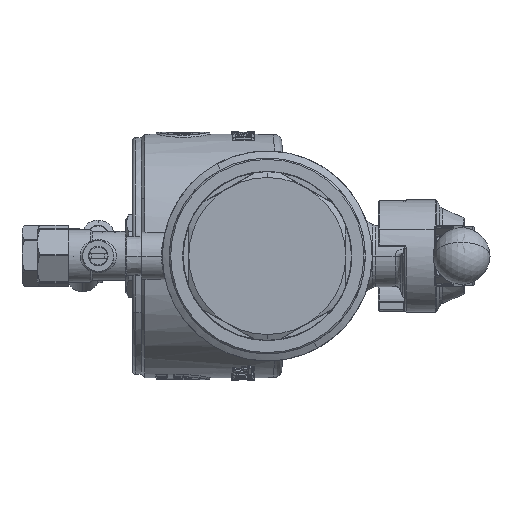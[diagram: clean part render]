
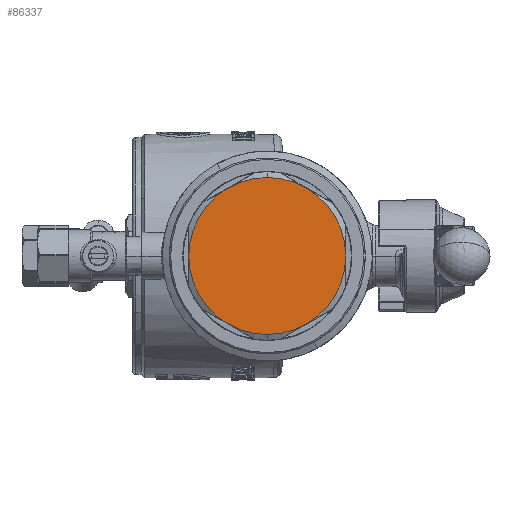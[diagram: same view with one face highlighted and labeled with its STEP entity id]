
A CAD part, front view. The second image highlights one B-rep face of the part: STEP entity #86337.
In plain terms, the highlighted planar face has unit normal (0, -1, 0).
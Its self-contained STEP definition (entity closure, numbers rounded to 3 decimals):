
#85081=CARTESIAN_POINT('Vertex',(28.,-147.,0.)) ;
#85251=CARTESIAN_POINT('Axis2P3D Location',(0.,-147.,0.)) ;
#85255=CARTESIAN_POINT('Vertex',(14.,-147.,-24.249)) ;
#85470=CARTESIAN_POINT('Axis2P3D Location',(0.,-147.,0.)) ;
#85474=CARTESIAN_POINT('Vertex',(0.,-147.,-28.)) ;
#85497=CARTESIAN_POINT('Axis2P3D Location',(0.,-147.,0.)) ;
#85501=CARTESIAN_POINT('Vertex',(-14.,-147.,-24.249)) ;
#85900=CARTESIAN_POINT('Vertex',(14.,-147.,24.249)) ;
#86138=CARTESIAN_POINT('Vertex',(0.,-147.,28.)) ;
#86141=CARTESIAN_POINT('Axis2P3D Location',(0.,-147.,0.)) ;
#86174=CARTESIAN_POINT('Axis2P3D Location',(0.,-147.,0.)) ;
#86187=CARTESIAN_POINT('Axis2P3D Location',(0.,-147.,0.)) ;
#86191=CARTESIAN_POINT('Vertex',(-14.,-147.,24.249)) ;
#86310=CARTESIAN_POINT('Axis2P3D Location',(0.,-147.,24.25)) ;
#86315=CARTESIAN_POINT('Axis2P3D Location',(0.,-147.,0.)) ;
#86319=CARTESIAN_POINT('Vertex',(-28.,-147.,0.)) ;
#86322=CARTESIAN_POINT('Axis2P3D Location',(0.,-147.,0.)) ;
#85252=DIRECTION('Axis2P3D Direction',(0.,1.,0.)) ;
#85471=DIRECTION('Axis2P3D Direction',(0.,1.,0.)) ;
#85498=DIRECTION('Axis2P3D Direction',(0.,1.,0.)) ;
#86142=DIRECTION('Axis2P3D Direction',(0.,1.,0.)) ;
#86175=DIRECTION('Axis2P3D Direction',(0.,1.,0.)) ;
#86188=DIRECTION('Axis2P3D Direction',(0.,1.,0.)) ;
#86311=DIRECTION('Axis2P3D Direction',(0.,-1.,0.)) ;
#86312=DIRECTION('Axis2P3D XDirection',(-1.,0.,0.)) ;
#86316=DIRECTION('Axis2P3D Direction',(0.,-1.,0.)) ;
#86323=DIRECTION('Axis2P3D Direction',(0.,-1.,0.)) ;
#85253=AXIS2_PLACEMENT_3D('Circle Axis2P3D',#85251,#85252,$) ;
#85472=AXIS2_PLACEMENT_3D('Circle Axis2P3D',#85470,#85471,$) ;
#85499=AXIS2_PLACEMENT_3D('Circle Axis2P3D',#85497,#85498,$) ;
#86143=AXIS2_PLACEMENT_3D('Circle Axis2P3D',#86141,#86142,$) ;
#86176=AXIS2_PLACEMENT_3D('Circle Axis2P3D',#86174,#86175,$) ;
#86189=AXIS2_PLACEMENT_3D('Circle Axis2P3D',#86187,#86188,$) ;
#86313=AXIS2_PLACEMENT_3D('Plane Axis2P3D',#86310,#86311,#86312) ;
#86317=AXIS2_PLACEMENT_3D('Circle Axis2P3D',#86315,#86316,$) ;
#86324=AXIS2_PLACEMENT_3D('Circle Axis2P3D',#86322,#86323,$) ;
#85254=CIRCLE('generated circle',#85253,28.) ;
#85473=CIRCLE('generated circle',#85472,28.) ;
#85500=CIRCLE('generated circle',#85499,28.) ;
#86144=CIRCLE('generated circle',#86143,28.) ;
#86177=CIRCLE('generated circle',#86176,28.) ;
#86190=CIRCLE('generated circle',#86189,28.) ;
#86318=CIRCLE('generated circle',#86317,28.) ;
#86325=CIRCLE('generated circle',#86324,28.) ;
#86314=PLANE('',#86313) ;
#85257=EDGE_CURVE('',#85256,#85082,#85254,.F.) ;
#85476=EDGE_CURVE('',#85475,#85256,#85473,.F.) ;
#85503=EDGE_CURVE('',#85502,#85475,#85500,.F.) ;
#86145=EDGE_CURVE('',#85901,#86139,#86144,.F.) ;
#86178=EDGE_CURVE('',#85082,#85901,#86177,.F.) ;
#86193=EDGE_CURVE('',#86139,#86192,#86190,.F.) ;
#86321=EDGE_CURVE('',#86192,#86320,#86318,.T.) ;
#86326=EDGE_CURVE('',#86320,#85502,#86325,.T.) ;
#86328=ORIENTED_EDGE('',*,*,#85476,.T.) ;
#86329=ORIENTED_EDGE('',*,*,#85257,.T.) ;
#86330=ORIENTED_EDGE('',*,*,#86178,.T.) ;
#86331=ORIENTED_EDGE('',*,*,#86145,.T.) ;
#86332=ORIENTED_EDGE('',*,*,#86193,.T.) ;
#86333=ORIENTED_EDGE('',*,*,#86321,.T.) ;
#86334=ORIENTED_EDGE('',*,*,#86326,.T.) ;
#86335=ORIENTED_EDGE('',*,*,#85503,.T.) ;
#86327=EDGE_LOOP('',(#86328,#86329,#86330,#86331,#86332,#86333,#86334,#86335)) ;
#85082=VERTEX_POINT('',#85081) ;
#85256=VERTEX_POINT('',#85255) ;
#85475=VERTEX_POINT('',#85474) ;
#85502=VERTEX_POINT('',#85501) ;
#85901=VERTEX_POINT('',#85900) ;
#86139=VERTEX_POINT('',#86138) ;
#86192=VERTEX_POINT('',#86191) ;
#86320=VERTEX_POINT('',#86319) ;
#86337=ADVANCED_FACE('PartBody',(#86336),#86314,.T.) ;
#86336=FACE_OUTER_BOUND('',#86327,.T.) ;
